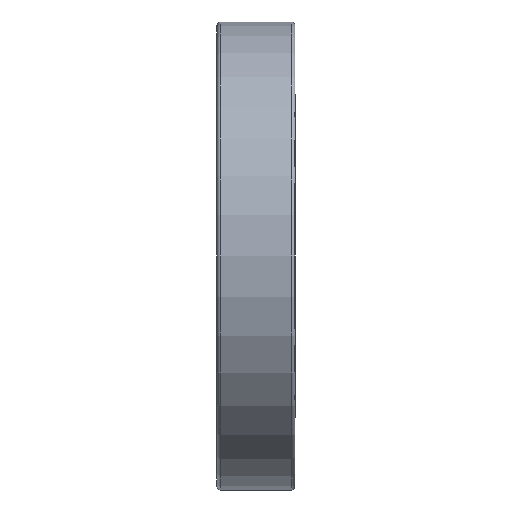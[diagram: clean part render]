
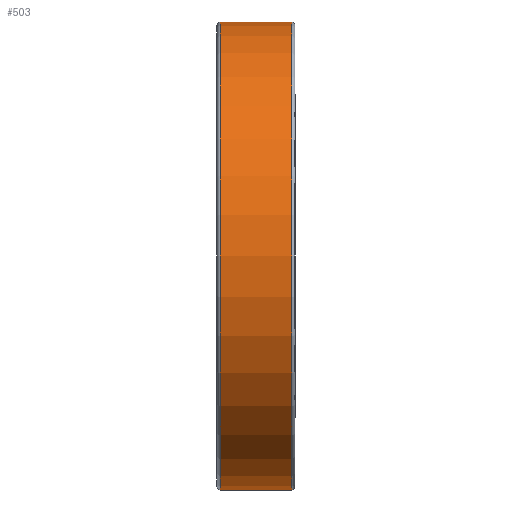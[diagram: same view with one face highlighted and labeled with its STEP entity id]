
A CAD part, left-side view. The second image highlights one B-rep face of the part: STEP entity #503.
In plain terms, the highlighted cylindrical face has radius 21 mm (diameter 42 mm), a partial arc.
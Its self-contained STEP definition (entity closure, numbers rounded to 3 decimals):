
#503=ADVANCED_FACE('',(#954),#955,.T.);
#954=FACE_OUTER_BOUND('',#1478,.T.);
#955=CYLINDRICAL_SURFACE('',#1479,21.0);
#1478=EDGE_LOOP('',(#3108,#3109,#3110,#3111));
#1479=AXIS2_PLACEMENT_3D('',#3112,#3113,#3114);
#3108=ORIENTED_EDGE('',*,*,#4128,.T.);
#3109=ORIENTED_EDGE('',*,*,#4129,.F.);
#3110=ORIENTED_EDGE('',*,*,#4130,.T.);
#3111=ORIENTED_EDGE('',*,*,#4131,.T.);
#3112=CARTESIAN_POINT('',(0.,-3.5,0.0));
#3113=DIRECTION('',(0.,-1.0,0.));
#3114=DIRECTION('',(0.,0.,1.0));
#4128=EDGE_CURVE('',#5092,#5093,#5094,.T.);
#4129=EDGE_CURVE('',#5095,#5093,#5096,.T.);
#4130=EDGE_CURVE('',#5095,#5097,#5098,.T.);
#4131=EDGE_CURVE('',#5097,#5092,#5099,.T.);
#5092=VERTEX_POINT('',#6164);
#5093=VERTEX_POINT('',#6165);
#5094=LINE('',#6166,#6167);
#5095=VERTEX_POINT('',#6168);
#5096=CIRCLE('',#6169,21.0);
#5097=VERTEX_POINT('',#6170);
#5098=LINE('',#6171,#6172);
#5099=CIRCLE('',#6173,21.0);
#6164=CARTESIAN_POINT('',(0.,-6.7,21.0));
#6165=CARTESIAN_POINT('',(0.,-0.3,21.0));
#6166=CARTESIAN_POINT('',(0.,-3.5,21.0));
#6167=VECTOR('',#7812,1.0);
#6168=CARTESIAN_POINT('',(0.,-0.3,-21.0));
#6169=AXIS2_PLACEMENT_3D('',#7813,#7814,#7815);
#6170=CARTESIAN_POINT('',(0.,-6.7,-21.0));
#6171=CARTESIAN_POINT('',(0.,-3.5,-21.0));
#6172=VECTOR('',#7816,1.0);
#6173=AXIS2_PLACEMENT_3D('',#7817,#7818,#7819);
#7812=DIRECTION('',(0.,1.0,0.0));
#7813=CARTESIAN_POINT('',(0.,-0.3,0.0));
#7814=DIRECTION('',(0.,1.0,0.));
#7815=DIRECTION('',(0.,0.,1.0));
#7816=DIRECTION('',(0.,-1.0,-0.0));
#7817=CARTESIAN_POINT('',(0.,-6.7,0.0));
#7818=DIRECTION('',(0.,1.0,0.));
#7819=DIRECTION('',(0.,0.,1.0));
